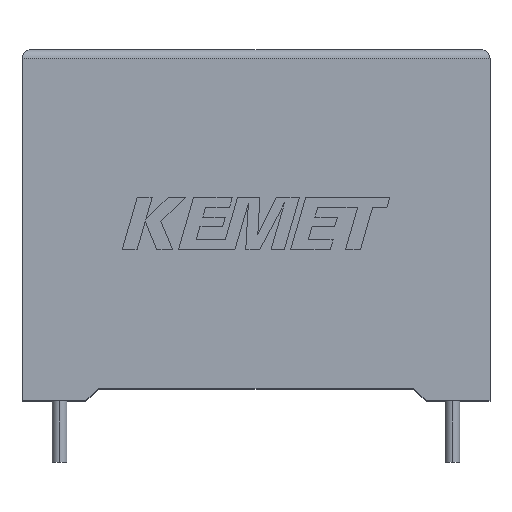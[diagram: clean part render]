
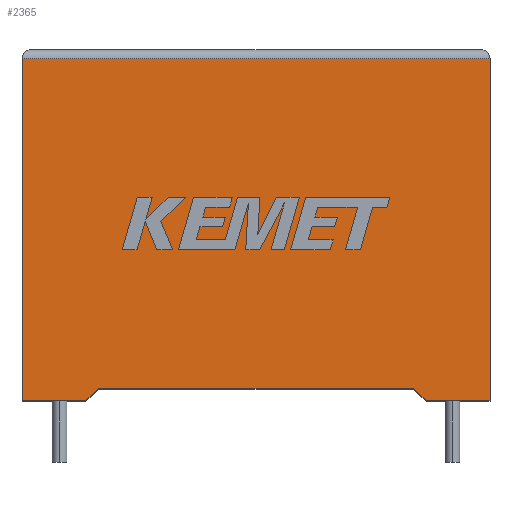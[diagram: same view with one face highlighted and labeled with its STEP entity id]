
A CAD part, top view. The second image highlights one B-rep face of the part: STEP entity #2365.
In plain terms, the highlighted planar face has unit normal (0, 0, 1).
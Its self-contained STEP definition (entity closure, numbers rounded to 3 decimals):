
#101 = ORIENTED_EDGE ( 'NONE', *, *, #2953, .F. ) ;
#137 = LINE ( 'NONE', #1355, #2483 ) ;
#146 = DIRECTION ( 'NONE',  ( 1., 0., 0. ) ) ;
#149 = DIRECTION ( 'NONE',  ( -0.732, -0.681, 0. ) ) ;
#153 = VECTOR ( 'NONE', #2361, 1000. ) ;
#350 = DIRECTION ( 'NONE',  ( 1., 0., 0. ) ) ;
#388 = LINE ( 'NONE', #636, #673 ) ;
#390 = DIRECTION ( 'NONE',  ( 0., 0., -1. ) ) ;
#391 = CARTESIAN_POINT ( 'NONE',  ( 0., 0., 11.2 ) ) ;
#446 = LINE ( 'NONE', #2752, #669 ) ;
#471 = CARTESIAN_POINT ( 'NONE',  ( 0., 0., 11.2 ) ) ;
#515 = CARTESIAN_POINT ( 'NONE',  ( 3.65, 0., 11.2 ) ) ;
#573 = VERTEX_POINT ( 'NONE', #515 ) ;
#587 = EDGE_CURVE ( 'NONE', #2768, #960, #1684, .T. ) ;
#636 = CARTESIAN_POINT ( 'NONE',  ( 23.15, 0., 11.2 ) ) ;
#669 = VECTOR ( 'NONE', #1406, 1000. ) ;
#673 = VECTOR ( 'NONE', #866, 1000. ) ;
#837 = VERTEX_POINT ( 'NONE', #2357 ) ;
#866 = DIRECTION ( 'NONE',  ( 0.732, -0.681, 0. ) ) ;
#902 = EDGE_LOOP ( 'NONE', ( #1682, #2861, #2915, #1157, #2204, #101, #2333, #2222 ) ) ;
#960 = VERTEX_POINT ( 'NONE', #471 ) ;
#1157 = ORIENTED_EDGE ( 'NONE', *, *, #1727, .T. ) ;
#1216 = VECTOR ( 'NONE', #350, 1000. ) ;
#1355 = CARTESIAN_POINT ( 'NONE',  ( 3.65, 0., 11.2 ) ) ;
#1398 = EDGE_CURVE ( 'NONE', #2088, #837, #2061, .T. ) ;
#1406 = DIRECTION ( 'NONE',  ( -1., 0., 0. ) ) ;
#1486 = EDGE_CURVE ( 'NONE', #1503, #573, #137, .T. ) ;
#1503 = VERTEX_POINT ( 'NONE', #2042 ) ;
#1576 = PLANE ( 'NONE',  #1666 ) ;
#1578 = VECTOR ( 'NONE', #2747, 1000. ) ;
#1579 = LINE ( 'NONE', #391, #2585 ) ;
#1608 = CARTESIAN_POINT ( 'NONE',  ( 0., 0., 11.2 ) ) ;
#1619 = DIRECTION ( 'NONE',  ( -1., 0., 0. ) ) ;
#1666 = AXIS2_PLACEMENT_3D ( 'NONE', #2773, #390, #1619 ) ;
#1682 = ORIENTED_EDGE ( 'NONE', *, *, #2101, .T. ) ;
#1684 = LINE ( 'NONE', #2414, #153 ) ;
#1727 = EDGE_CURVE ( 'NONE', #960, #573, #1579, .T. ) ;
#1762 = LINE ( 'NONE', #1970, #2830 ) ;
#1777 = DIRECTION ( 'NONE',  ( 0., 1., 0. ) ) ;
#1829 = CARTESIAN_POINT ( 'NONE',  ( 0., 19.6, 11.2 ) ) ;
#1970 = CARTESIAN_POINT ( 'NONE',  ( 26.8, 0., 11.2 ) ) ;
#2042 = CARTESIAN_POINT ( 'NONE',  ( 4.394, 0.693, 11.2 ) ) ;
#2061 = LINE ( 'NONE', #1608, #1216 ) ;
#2075 = CARTESIAN_POINT ( 'NONE',  ( 0., 19.6, 11.2 ) ) ;
#2088 = VERTEX_POINT ( 'NONE', #2914 ) ;
#2101 = EDGE_CURVE ( 'NONE', #837, #2873, #1762, .T. ) ;
#2204 = ORIENTED_EDGE ( 'NONE', *, *, #1486, .F. ) ;
#2222 = ORIENTED_EDGE ( 'NONE', *, *, #1398, .T. ) ;
#2272 = CARTESIAN_POINT ( 'NONE',  ( 26.8, 19.6, 11.2 ) ) ;
#2277 = LINE ( 'NONE', #1829, #1578 ) ;
#2333 = ORIENTED_EDGE ( 'NONE', *, *, #2677, .T. ) ;
#2357 = CARTESIAN_POINT ( 'NONE',  ( 26.8, 0., 11.2 ) ) ;
#2361 = DIRECTION ( 'NONE',  ( 0., -1., 0. ) ) ;
#2365 = ADVANCED_FACE ( 'NONE', ( #2999 ), #1576, .F. ) ;
#2414 = CARTESIAN_POINT ( 'NONE',  ( 0., 0., 11.2 ) ) ;
#2483 = VECTOR ( 'NONE', #149, 1000. ) ;
#2585 = VECTOR ( 'NONE', #146, 1000. ) ;
#2677 = EDGE_CURVE ( 'NONE', #2698, #2088, #388, .T. ) ;
#2681 = EDGE_CURVE ( 'NONE', #2873, #2768, #2277, .T. ) ;
#2698 = VERTEX_POINT ( 'NONE', #2769 ) ;
#2747 = DIRECTION ( 'NONE',  ( -1., 0., 0. ) ) ;
#2752 = CARTESIAN_POINT ( 'NONE',  ( 13.4, 0.693, 11.2 ) ) ;
#2768 = VERTEX_POINT ( 'NONE', #2075 ) ;
#2769 = CARTESIAN_POINT ( 'NONE',  ( 22.406, 0.693, 11.2 ) ) ;
#2773 = CARTESIAN_POINT ( 'NONE',  ( 0., 0., 11.2 ) ) ;
#2830 = VECTOR ( 'NONE', #1777, 1000. ) ;
#2861 = ORIENTED_EDGE ( 'NONE', *, *, #2681, .T. ) ;
#2873 = VERTEX_POINT ( 'NONE', #2272 ) ;
#2914 = CARTESIAN_POINT ( 'NONE',  ( 23.15, 0., 11.2 ) ) ;
#2915 = ORIENTED_EDGE ( 'NONE', *, *, #587, .T. ) ;
#2953 = EDGE_CURVE ( 'NONE', #2698, #1503, #446, .T. ) ;
#2999 = FACE_OUTER_BOUND ( 'NONE', #902, .T. ) ;
